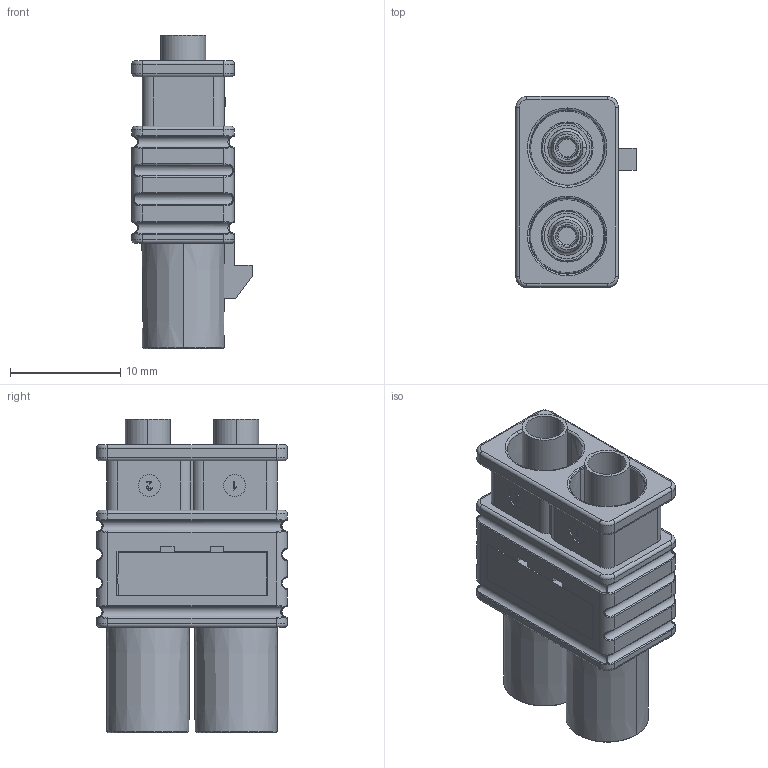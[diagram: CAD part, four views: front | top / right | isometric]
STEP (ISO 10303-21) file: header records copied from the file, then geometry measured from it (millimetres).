
FILE_DESCRIPTION(/* description */ (''),/* implementation_level */ '2;1');
FILE_NAME(/* name */ 'FK2-Z-SM-117-C.stp',/* time_stamp */ '2025-02-06T15:14:24+08:00',/* author */ (''),/* organization */ (''),/* preprocessor_version */ 'ST-DEVELOPER v16.7',/* originating_system */ 'SIEMENS PLM Software NX 12.0',/* authorisation */ '');
FILE_SCHEMA (('AUTOMOTIVE_DESIGN { 1 0 10303 214 3 1 1 1 }'));
Length unit declared in the file: millimetre
Products named in the file (1): 1
Bounding box: 10.9 x 17.3 x 28.4 mm (x, y, z)
Volume: 2365.3 mm3; surface area: 3384.4 mm2
Topology: 1 solids, 2 shells, 1227 faces, 3117 edges, 2000 vertices
Faces by surface type: plane 655, cylinder 224, extrusion 183, bspline 64, torus 50, cone 35, sphere 16
Full cylindrical faces by diameter (mm): 1.1 x2, 2.157 x2, 2.742 x1, 2.751 x1, 2.83 x2, 3.826 x2
Entity records: 42718 total; most frequent: CARTESIAN_POINT 13882, ORIENTED_EDGE 6212, DIRECTION 5542, EDGE_CURVE 3106, VERTEX_POINT 2000, AXIS2_PLACEMENT_3D 1963, VECTOR 1616, LINE 1433
